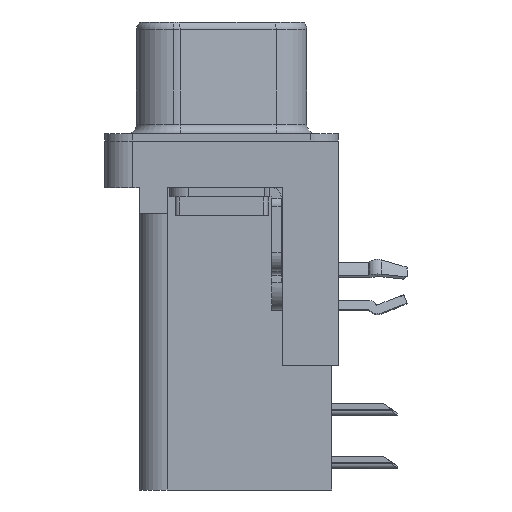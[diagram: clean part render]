
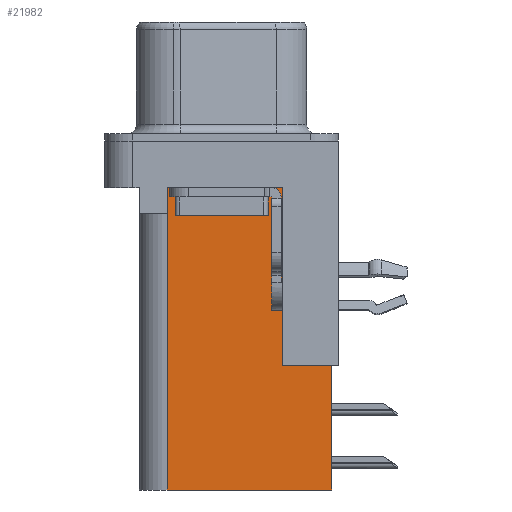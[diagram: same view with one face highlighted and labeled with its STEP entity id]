
A CAD part, left-side view. The second image highlights one B-rep face of the part: STEP entity #21982.
In plain terms, the highlighted planar face has unit normal (-1, 0, 0).
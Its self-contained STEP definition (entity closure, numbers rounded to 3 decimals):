
#283 = CARTESIAN_POINT ( 'NONE',  ( 3.7, 2.925, -18.76 ) ) ;
#507 = VECTOR ( 'NONE', #15979, 1000. ) ;
#1078 = VECTOR ( 'NONE', #20940, 1000. ) ;
#1253 = DIRECTION ( 'NONE',  ( 0., 0., 1. ) ) ;
#1315 = FACE_OUTER_BOUND ( 'NONE', #12769, .T. ) ;
#1413 = DIRECTION ( 'NONE',  ( 0., 1., 0. ) ) ;
#1597 = AXIS2_PLACEMENT_3D ( 'NONE', #6158, #19554, #8114 ) ;
#1692 = ORIENTED_EDGE ( 'NONE', *, *, #20676, .T. ) ;
#2018 = CARTESIAN_POINT ( 'NONE',  ( 3.7, 0., -3.9 ) ) ;
#3108 = CARTESIAN_POINT ( 'NONE',  ( 3.7, -3.295, -12.05 ) ) ;
#3553 = EDGE_CURVE ( 'NONE', #13939, #14823, #22188, .T. ) ;
#3756 = VECTOR ( 'NONE', #17206, 1000. ) ;
#4342 = LINE ( 'NONE', #5813, #3756 ) ;
#5326 = ORIENTED_EDGE ( 'NONE', *, *, #3553, .T. ) ;
#5813 = CARTESIAN_POINT ( 'NONE',  ( 3.7, -6.295, -12.05 ) ) ;
#6158 = CARTESIAN_POINT ( 'NONE',  ( 3.7, -3.295, -18.76 ) ) ;
#6241 = PLANE ( 'NONE',  #1597 ) ;
#6317 = EDGE_CURVE ( 'NONE', #18140, #11034, #15530, .T. ) ;
#6379 = VECTOR ( 'NONE', #14342, 1000. ) ;
#6430 = VECTOR ( 'NONE', #20849, 1000. ) ;
#8060 = VERTEX_POINT ( 'NONE', #16268 ) ;
#8114 = DIRECTION ( 'NONE',  ( 0., 1., 0. ) ) ;
#8146 = ORIENTED_EDGE ( 'NONE', *, *, #11831, .T. ) ;
#8204 = DIRECTION ( 'NONE',  ( 0., 0., -1. ) ) ;
#8359 = CARTESIAN_POINT ( 'NONE',  ( 3.7, -3.295, -2.5 ) ) ;
#9041 = ORIENTED_EDGE ( 'NONE', *, *, #6317, .T. ) ;
#9141 = EDGE_CURVE ( 'NONE', #23249, #8060, #23497, .T. ) ;
#9447 = ORIENTED_EDGE ( 'NONE', *, *, #9141, .F. ) ;
#10004 = CARTESIAN_POINT ( 'NONE',  ( 3.7, 2.895, -3.9 ) ) ;
#10018 = ORIENTED_EDGE ( 'NONE', *, *, #12212, .F. ) ;
#10205 = VECTOR ( 'NONE', #1253, 1000. ) ;
#10673 = ORIENTED_EDGE ( 'NONE', *, *, #18311, .T. ) ;
#10829 = ORIENTED_EDGE ( 'NONE', *, *, #12991, .F. ) ;
#11034 = VERTEX_POINT ( 'NONE', #11169 ) ;
#11169 = CARTESIAN_POINT ( 'NONE',  ( 3.7, 2.895, -2.5 ) ) ;
#11369 = LINE ( 'NONE', #21976, #6379 ) ;
#11831 = EDGE_CURVE ( 'NONE', #23249, #18332, #4342, .T. ) ;
#12212 = EDGE_CURVE ( 'NONE', #19316, #14823, #16177, .T. ) ;
#12769 = EDGE_LOOP ( 'NONE', ( #9041, #1692, #5326, #10018, #10829, #9447, #8146, #10673 ) ) ;
#12991 = EDGE_CURVE ( 'NONE', #8060, #19316, #11369, .T. ) ;
#13939 = VERTEX_POINT ( 'NONE', #10004 ) ;
#14079 = CARTESIAN_POINT ( 'NONE',  ( 3.7, -3.295, -2.5 ) ) ;
#14342 = DIRECTION ( 'NONE',  ( 0., 1., 0. ) ) ;
#14823 = VERTEX_POINT ( 'NONE', #16867 ) ;
#15293 = LINE ( 'NONE', #16263, #10205 ) ;
#15530 = LINE ( 'NONE', #14079, #507 ) ;
#15979 = DIRECTION ( 'NONE',  ( 0., 1., 0. ) ) ;
#16177 = LINE ( 'NONE', #22756, #6430 ) ;
#16263 = CARTESIAN_POINT ( 'NONE',  ( 3.7, -3.295, -18.76 ) ) ;
#16268 = CARTESIAN_POINT ( 'NONE',  ( 3.7, -5.925, -18.76 ) ) ;
#16867 = CARTESIAN_POINT ( 'NONE',  ( 3.7, 2.925, -3.9 ) ) ;
#17206 = DIRECTION ( 'NONE',  ( 0., 1., 0. ) ) ;
#17410 = CARTESIAN_POINT ( 'NONE',  ( 3.7, -5.925, -12.05 ) ) ;
#18140 = VERTEX_POINT ( 'NONE', #8359 ) ;
#18311 = EDGE_CURVE ( 'NONE', #18332, #18140, #15293, .T. ) ;
#18332 = VERTEX_POINT ( 'NONE', #3108 ) ;
#19007 = CARTESIAN_POINT ( 'NONE',  ( 3.7, 2.895, -3.9 ) ) ;
#19316 = VERTEX_POINT ( 'NONE', #283 ) ;
#19554 = DIRECTION ( 'NONE',  ( 1., 0., 0. ) ) ;
#20676 = EDGE_CURVE ( 'NONE', #11034, #13939, #21204, .T. ) ;
#20849 = DIRECTION ( 'NONE',  ( 0., 0., 1. ) ) ;
#20940 = DIRECTION ( 'NONE',  ( 0., 0., -1. ) ) ;
#21204 = LINE ( 'NONE', #19007, #1078 ) ;
#21572 = CARTESIAN_POINT ( 'NONE',  ( 3.7, -5.925, -2. ) ) ;
#21976 = CARTESIAN_POINT ( 'NONE',  ( 3.7, -3.295, -18.76 ) ) ;
#21982 = ADVANCED_FACE ( 'NONE', ( #1315 ), #6241, .F. ) ;
#22188 = LINE ( 'NONE', #2018, #22774 ) ;
#22756 = CARTESIAN_POINT ( 'NONE',  ( 3.7, 2.925, -18.76 ) ) ;
#22774 = VECTOR ( 'NONE', #1413, 1000. ) ;
#22882 = VECTOR ( 'NONE', #8204, 1000. ) ;
#23249 = VERTEX_POINT ( 'NONE', #17410 ) ;
#23497 = LINE ( 'NONE', #21572, #22882 ) ;
